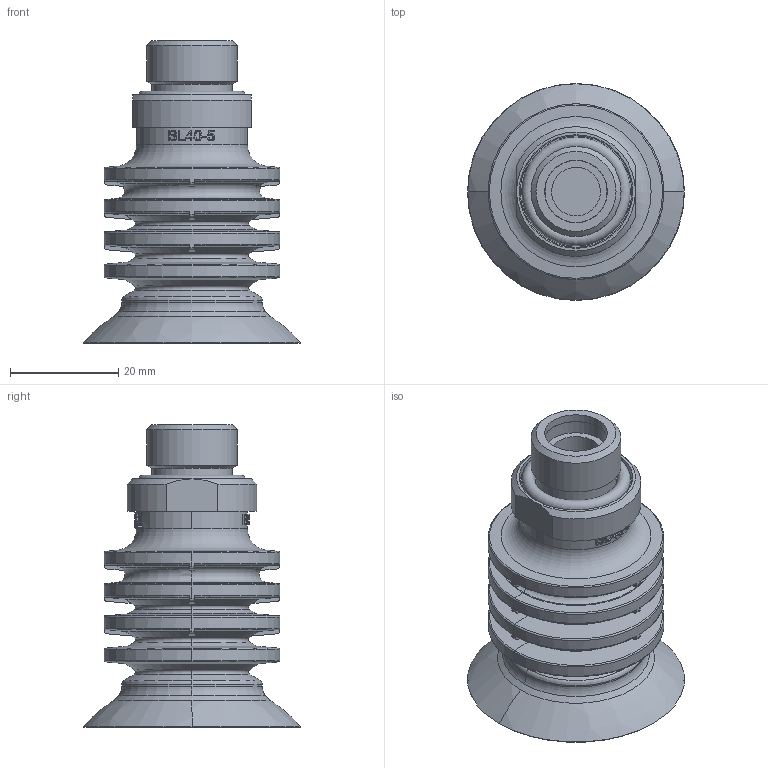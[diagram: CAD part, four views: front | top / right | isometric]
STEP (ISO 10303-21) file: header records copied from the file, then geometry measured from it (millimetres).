
FILE_DESCRIPTION( ( 'Unknown' ), '1' );
FILE_NAME( 'SE-0416984.stp', 'Unknown', ( 'Unknown' ), ( 'Unknown' ), 'PSStep 17.0.49', 'Unknown', ' ' );
FILE_SCHEMA( ( 'AUTOMOTIVE_DESIGN { 1 0 10303 214 1 1 1 1 }' ) );
Length unit declared in the file: millimetre
Products named in the file (4): Assem1; 0111745; 3113636; SE-0416978
Assembly tree (3 placements, depth 2):
  Assem1
    0111745
    3113636
    SE-0416978
Bounding box: 40.14 x 40.14 x 55.91 mm (x, y, z)
Volume: 28137.5 mm3; surface area: 12372.8 mm2
Topology: 3 solids, 3 shells, 399 faces, 1027 edges, 670 vertices
Faces by surface type: plane 164, bspline 77, cylinder 72, torus 43, cone 43
Full cylindrical faces by diameter (mm): 6 x4, 9 x1, 11.5 x2, 11.6 x1, 12.5 x1, 14.8 x1, 16.66 x1, 21 x1, 26 x1
Entity records: 17923 total; most frequent: CARTESIAN_POINT 6883, ORIENTED_EDGE 1960, DIRECTION 1126, EDGE_CURVE 980, B_SPLINE_CURVE_WITH_KNOTS 696, VERTEX_POINT 658, AXIS2_PLACEMENT_3D 516, EDGE_LOOP 477
